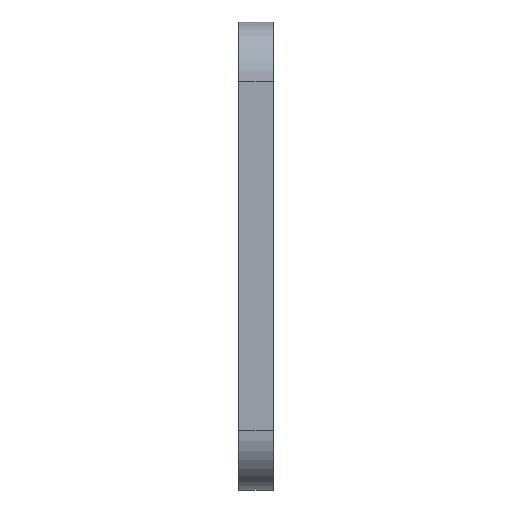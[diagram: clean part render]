
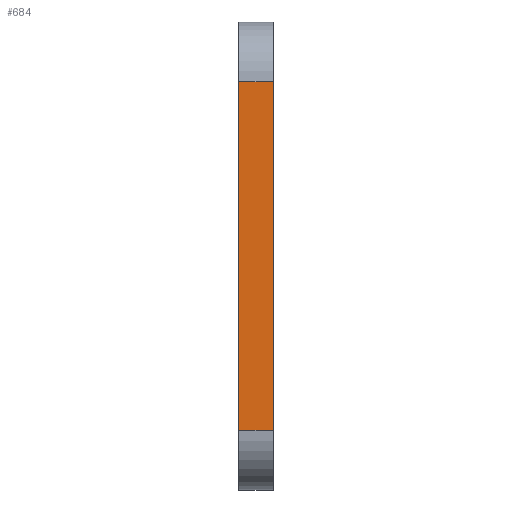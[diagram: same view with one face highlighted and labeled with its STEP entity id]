
A CAD part, left-side view. The second image highlights one B-rep face of the part: STEP entity #684.
In plain terms, the highlighted planar face has unit normal (-1, 0, 0).
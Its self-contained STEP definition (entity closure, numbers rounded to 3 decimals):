
#65 = CARTESIAN_POINT ( 'NONE',  ( -21.5, 3.175, 16. ) ) ;
#91 = ORIENTED_EDGE ( 'NONE', *, *, #1808, .T. ) ;
#161 = LINE ( 'NONE', #1815, #460 ) ;
#327 = DIRECTION ( 'NONE',  ( 0., -1., 0. ) ) ;
#341 = LINE ( 'NONE', #1614, #1092 ) ;
#386 = EDGE_CURVE ( 'NONE', #868, #710, #976, .T. ) ;
#454 = CARTESIAN_POINT ( 'NONE',  ( -21.5, 0., -16. ) ) ;
#455 = VERTEX_POINT ( 'NONE', #1248 ) ;
#460 = VECTOR ( 'NONE', #977, 1000. ) ;
#477 = ORIENTED_EDGE ( 'NONE', *, *, #386, .T. ) ;
#519 = EDGE_LOOP ( 'NONE', ( #477, #91, #1327, #1224 ) ) ;
#547 = CARTESIAN_POINT ( 'NONE',  ( -21.5, 3.175, 16. ) ) ;
#599 = VECTOR ( 'NONE', #1080, 1000. ) ;
#684 = ADVANCED_FACE ( 'NONE', ( #722 ), #1550, .T. ) ;
#710 = VERTEX_POINT ( 'NONE', #1421 ) ;
#722 = FACE_OUTER_BOUND ( 'NONE', #519, .T. ) ;
#849 = CARTESIAN_POINT ( 'NONE',  ( -21.5, 3.175, 0. ) ) ;
#868 = VERTEX_POINT ( 'NONE', #65 ) ;
#964 = AXIS2_PLACEMENT_3D ( 'NONE', #849, #1136, #1835 ) ;
#976 = LINE ( 'NONE', #1226, #599 ) ;
#977 = DIRECTION ( 'NONE',  ( 0., 0., -1. ) ) ;
#986 = DIRECTION ( 'NONE',  ( 0., 1., 0. ) ) ;
#1080 = DIRECTION ( 'NONE',  ( 0., 0., -1. ) ) ;
#1092 = VECTOR ( 'NONE', #327, 1000. ) ;
#1136 = DIRECTION ( 'NONE',  ( -1., 0., 0. ) ) ;
#1224 = ORIENTED_EDGE ( 'NONE', *, *, #1634, .T. ) ;
#1226 = CARTESIAN_POINT ( 'NONE',  ( -21.5, 3.175, 0. ) ) ;
#1248 = CARTESIAN_POINT ( 'NONE',  ( -21.5, 0., 16. ) ) ;
#1326 = LINE ( 'NONE', #547, #1471 ) ;
#1327 = ORIENTED_EDGE ( 'NONE', *, *, #1658, .F. ) ;
#1421 = CARTESIAN_POINT ( 'NONE',  ( -21.5, 3.175, -16. ) ) ;
#1471 = VECTOR ( 'NONE', #986, 1000. ) ;
#1550 = PLANE ( 'NONE',  #964 ) ;
#1614 = CARTESIAN_POINT ( 'NONE',  ( -21.5, 0., -16. ) ) ;
#1634 = EDGE_CURVE ( 'NONE', #455, #868, #1326, .T. ) ;
#1658 = EDGE_CURVE ( 'NONE', #455, #1726, #161, .T. ) ;
#1726 = VERTEX_POINT ( 'NONE', #454 ) ;
#1808 = EDGE_CURVE ( 'NONE', #710, #1726, #341, .T. ) ;
#1815 = CARTESIAN_POINT ( 'NONE',  ( -21.5, 0., 0. ) ) ;
#1835 = DIRECTION ( 'NONE',  ( 0., 0., 1. ) ) ;
